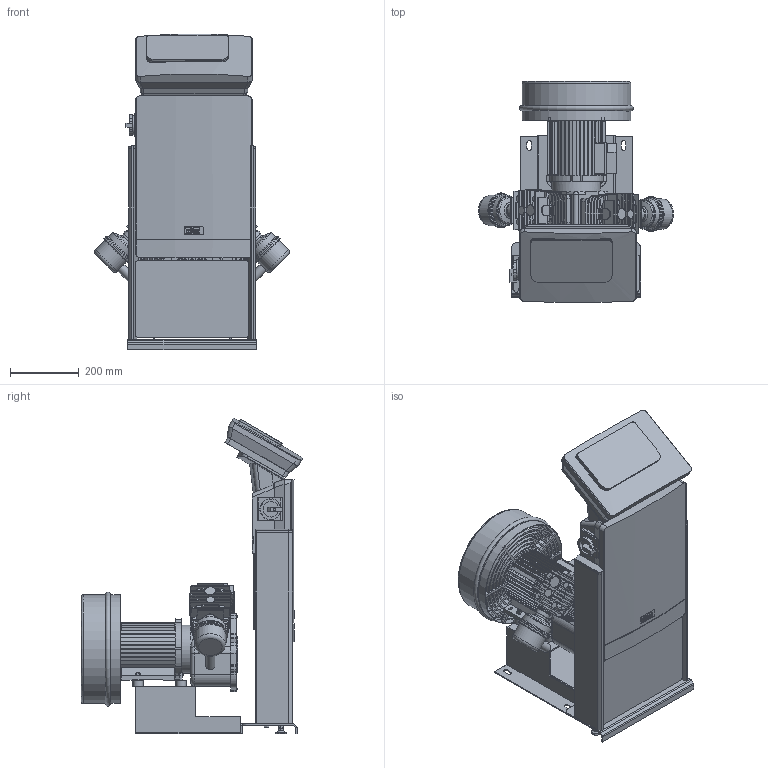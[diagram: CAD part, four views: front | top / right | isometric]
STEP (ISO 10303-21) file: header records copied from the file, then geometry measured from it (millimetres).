
FILE_DESCRIPTION(/* description */ (''),/* implementation_level */ '2;1');
FILE_NAME(/* name */ '3d_ReflexomatRS400_1-8880511.stp',/* time_stamp */ '2015-12-08T09:22:41+01:00',/* author */ ('Andrzej'),/* organization */ (''),/* preprocessor_version */ 'ST-DEVELOPER v15.5',/* originating_system */ 'AutoCAD Mechanical',/* authorisation */ '');
FILE_SCHEMA (('AUTOMOTIVE_DESIGN { 1 0 10303 214 3 1 1 }'));
Length unit declared in the file: millimetre
Products named in the file (1): Product
Bounding box: 567.26 x 644.52 x 919.87 mm (x, y, z)
Volume: 38971543.3 mm3; surface area: 4030528 mm2
Topology: 100 solids, 100 shells, 4608 faces, 11877 edges, 7852 vertices
Faces by surface type: plane 3361, cylinder 964, torus 183, cone 89, bspline 10, sphere 1
Full cylindrical faces by diameter (mm): 5 x2, 5.095 x21, 5.4 x7, 5.5 x14, 6.2 x2, 6.4 x1, 7 x21, 8 x30, 8.5 x3, 9 x4, 10.5 x10, 11.2 x21, 11.63 x2, 13.5 x8, 15 x2, 16 x25, 16.02 x4, 16.031 x4, 17 x9, 17.5 x22, 18 x8, 19 x10, 20 x24, 20.5 x3, 20.616 x2, 21.5 x1, 23 x11, 25 x2, 26 x2, 27 x2
Entity records: 138320 total; most frequent: CARTESIAN_POINT 25677, DIRECTION 22967, ORIENTED_EDGE 22468, EDGE_CURVE 11234, LINE 8213, VECTOR 8213, VERTEX_POINT 7685, AXIS2_PLACEMENT_3D 7377
